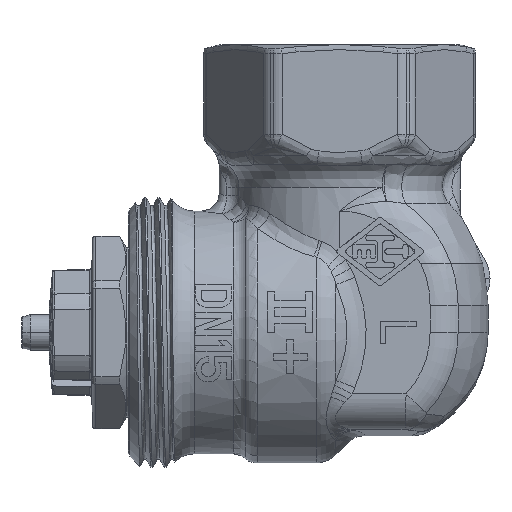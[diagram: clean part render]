
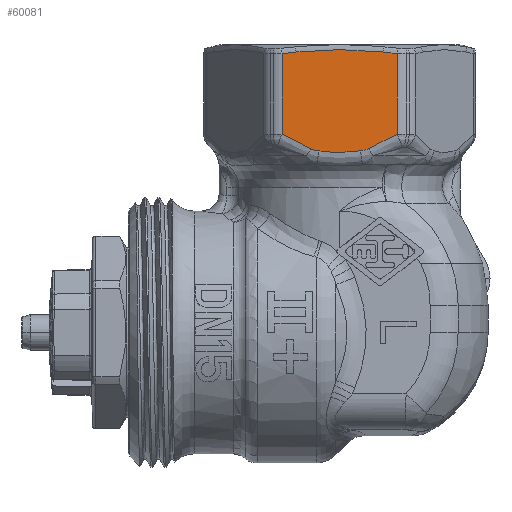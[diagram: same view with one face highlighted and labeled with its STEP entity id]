
A CAD part, left-side view. The second image highlights one B-rep face of the part: STEP entity #60081.
In plain terms, the highlighted planar face has unit normal (-1, 0, 0).
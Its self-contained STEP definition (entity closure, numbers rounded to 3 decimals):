
#2036=CARTESIAN_POINT('',(-13.425,-6.409,
22.024));
#2037=CARTESIAN_POINT('',(-13.425,-6.08,
21.893));
#2038=CARTESIAN_POINT('',(-13.425,-5.404,
21.603));
#2039=CARTESIAN_POINT('',(-13.425,-4.341,
21.077));
#2040=CARTESIAN_POINT('',(-13.425,-3.595,
20.662));
#2041=CARTESIAN_POINT('',(-13.425,-3.214,
20.437));
#2056=CARTESIAN_POINT('',(-13.425,-3.214,
20.437));
#2057=CARTESIAN_POINT('',(-13.425,-3.16,
20.405));
#2058=CARTESIAN_POINT('',(-13.425,-3.038,
20.349));
#2059=CARTESIAN_POINT('',(-13.425,-2.825,
20.282));
#2060=CARTESIAN_POINT('',(-13.425,-2.585,
20.229));
#2061=CARTESIAN_POINT('',(-13.425,-2.406,
20.201));
#2062=CARTESIAN_POINT('',(-13.425,-2.313,
20.188));
#2076=CARTESIAN_POINT('',(-13.425,-2.313,
20.188));
#2077=CARTESIAN_POINT('',(-13.425,-1.767,
20.115));
#2078=CARTESIAN_POINT('',(-13.425,-0.698,
20.016));
#2079=CARTESIAN_POINT('',(-13.425,0.702,
20.016));
#2080=CARTESIAN_POINT('',(-13.425,1.768,20.116));
#2081=CARTESIAN_POINT('',(-13.425,2.313,20.188));
#21704=CARTESIAN_POINT('',(-13.425,-6.409,
22.024));
#21711=DIRECTION('',(0.,0.,1.));
#21712=VECTOR('',#21711,8.959);
#21713=CARTESIAN_POINT('',(-13.425,-6.409,
22.024));
#21714=LINE('',#21713,#21712);
#21719=DIRECTION('',(0.,0.,-1.));
#21720=VECTOR('',#21719,8.959);
#21721=CARTESIAN_POINT('',(-13.425,6.409,
30.983));
#21722=LINE('',#21721,#21720);
#21755=CARTESIAN_POINT('',(-13.425,3.214,
20.437));
#21756=CARTESIAN_POINT('',(-13.425,3.595,
20.662));
#21757=CARTESIAN_POINT('',(-13.425,4.341,
21.077));
#21758=CARTESIAN_POINT('',(-13.425,5.404,
21.603));
#21759=CARTESIAN_POINT('',(-13.425,6.08,
21.893));
#21760=CARTESIAN_POINT('',(-13.425,6.409,
22.024));
#21775=CARTESIAN_POINT('',(-13.425,2.313,
20.188));
#21776=CARTESIAN_POINT('',(-13.425,2.406,
20.201));
#21777=CARTESIAN_POINT('',(-13.425,2.585,
20.229));
#21778=CARTESIAN_POINT('',(-13.425,2.825,
20.282));
#21779=CARTESIAN_POINT('',(-13.425,3.038,
20.349));
#21780=CARTESIAN_POINT('',(-13.425,3.16,
20.405));
#21781=CARTESIAN_POINT('',(-13.425,3.214,
20.437));
#25928=CARTESIAN_POINT('',(-13.425,-4.861,31.165));
#25929=CARTESIAN_POINT('',(-13.425,-5.029,31.147));
#25930=CARTESIAN_POINT('',(-13.425,-5.367,
31.111));
#25931=CARTESIAN_POINT('',(-13.425,-5.883,
31.05));
#25932=CARTESIAN_POINT('',(-13.425,-6.233,
31.006));
#25933=CARTESIAN_POINT('',(-13.425,-6.409,
30.983));
#25951=CARTESIAN_POINT('',(-13.425,4.861,31.165));
#25952=CARTESIAN_POINT('',(-13.425,3.732,31.282));
#25953=CARTESIAN_POINT('',(-13.425,1.508,31.439));
#25954=CARTESIAN_POINT('',(-13.425,-1.508,31.439));
#25955=CARTESIAN_POINT('',(-13.425,-3.732,31.282));
#25956=CARTESIAN_POINT('',(-13.425,-4.861,31.165));
#25970=CARTESIAN_POINT('',(-13.425,6.409,
30.983));
#25971=CARTESIAN_POINT('',(-13.425,6.233,
31.006));
#25972=CARTESIAN_POINT('',(-13.425,5.883,
31.05));
#25973=CARTESIAN_POINT('',(-13.425,5.367,
31.111));
#25974=CARTESIAN_POINT('',(-13.425,5.029,31.147));
#25975=CARTESIAN_POINT('',(-13.425,4.861,31.165));
#28444=VERTEX_POINT('',#21704);
#28446=VERTEX_POINT('',#2041);
#28448=VERTEX_POINT('',#2062);
#28450=VERTEX_POINT('',#2081);
#28452=VERTEX_POINT('',#21781);
#28454=VERTEX_POINT('',#21760);
#28481=CARTESIAN_POINT('',(-13.425,6.409,
30.983));
#28482=VERTEX_POINT('',#28481);
#28485=CARTESIAN_POINT('',(-13.425,-6.409,
30.983));
#28486=VERTEX_POINT('',#28485);
#29541=VERTEX_POINT('',#25928);
#29542=VERTEX_POINT('',#25951);
#60058=CARTESIAN_POINT('',(-13.425,-21.008,17.886));
#60059=DIRECTION('',(1.,0.,0.));
#60060=DIRECTION('',(0.,0.,1.));
#60061=AXIS2_PLACEMENT_3D('',#60058,#60059,#60060);
#60062=PLANE('',#60061);
#60064=ORIENTED_EDGE('',*,*,#60063,.F.);
#60066=ORIENTED_EDGE('',*,*,#60065,.T.);
#60068=ORIENTED_EDGE('',*,*,#60067,.T.);
#60070=ORIENTED_EDGE('',*,*,#60069,.T.);
#60071=ORIENTED_EDGE('',*,*,#60048,.F.);
#60072=ORIENTED_EDGE('',*,*,#36666,.T.);
#60073=ORIENTED_EDGE('',*,*,#36705,.T.);
#60074=ORIENTED_EDGE('',*,*,#36744,.T.);
#60076=ORIENTED_EDGE('',*,*,#60075,.T.);
#60078=ORIENTED_EDGE('',*,*,#60077,.T.);
#60079=EDGE_LOOP('',(#60064,#60066,#60068,#60070,#60071,#60072,#60073,#60074,
#60076,#60078));
#60080=FACE_OUTER_BOUND('',#60079,.F.);
#60081=ADVANCED_FACE('',(#60080),#60062,.F.);
#2042=B_SPLINE_CURVE_WITH_KNOTS('',3,(#2036,#2037,#2038,#2039,#2040,#2041),
.UNSPECIFIED.,.F.,.F.,(4,1,1,4),(0.,0.333,0.667,1.),
.UNSPECIFIED.);
#2063=B_SPLINE_CURVE_WITH_KNOTS('',3,(#2056,#2057,#2058,#2059,#2060,#2061,
#2062),.UNSPECIFIED.,.F.,.F.,(4,1,1,1,4),(0.,0.25,0.5,0.75,1.),
.UNSPECIFIED.);
#2082=B_SPLINE_CURVE_WITH_KNOTS('',3,(#2076,#2077,#2078,#2079,#2080,#2081),
.UNSPECIFIED.,.F.,.F.,(4,1,1,4),(0.,0.333,0.667,1.),
.UNSPECIFIED.);
#21761=B_SPLINE_CURVE_WITH_KNOTS('',3,(#21755,#21756,#21757,#21758,#21759,
#21760),.UNSPECIFIED.,.F.,.F.,(4,1,1,4),(0.,0.333,
0.667,1.),.UNSPECIFIED.);
#21782=B_SPLINE_CURVE_WITH_KNOTS('',3,(#21775,#21776,#21777,#21778,#21779,
#21780,#21781),.UNSPECIFIED.,.F.,.F.,(4,1,1,1,4),(0.,0.25,0.5,0.75,
1.),.UNSPECIFIED.);
#25934=B_SPLINE_CURVE_WITH_KNOTS('',3,(#25928,#25929,#25930,#25931,#25932,
#25933),.UNSPECIFIED.,.F.,.F.,(4,1,1,4),(0.,0.333,
0.667,1.),.UNSPECIFIED.);
#25957=B_SPLINE_CURVE_WITH_KNOTS('',3,(#25951,#25952,#25953,#25954,#25955,
#25956),.UNSPECIFIED.,.F.,.F.,(4,1,1,4),(0.,0.333,
0.667,1.),.UNSPECIFIED.);
#25976=B_SPLINE_CURVE_WITH_KNOTS('',3,(#25970,#25971,#25972,#25973,#25974,
#25975),.UNSPECIFIED.,.F.,.F.,(4,1,1,4),(0.,0.333,
0.667,1.),.UNSPECIFIED.);
#36666=EDGE_CURVE('',#28444,#28446,#2042,.T.);
#36705=EDGE_CURVE('',#28446,#28448,#2063,.T.);
#36744=EDGE_CURVE('',#28448,#28450,#2082,.T.);
#60048=EDGE_CURVE('',#28444,#28486,#21714,.T.);
#60063=EDGE_CURVE('',#28482,#28454,#21722,.T.);
#60065=EDGE_CURVE('',#28482,#29542,#25976,.T.);
#60067=EDGE_CURVE('',#29542,#29541,#25957,.T.);
#60069=EDGE_CURVE('',#29541,#28486,#25934,.T.);
#60075=EDGE_CURVE('',#28450,#28452,#21782,.T.);
#60077=EDGE_CURVE('',#28452,#28454,#21761,.T.);
